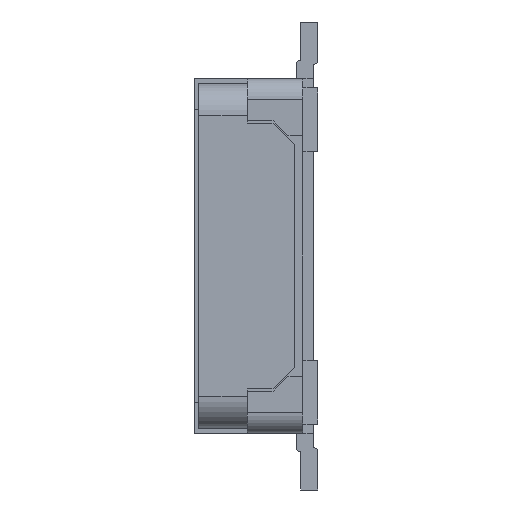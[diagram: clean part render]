
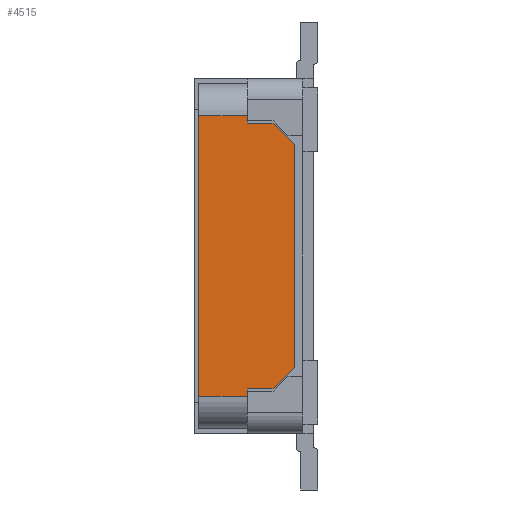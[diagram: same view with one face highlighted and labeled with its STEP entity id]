
A CAD part, left-side view. The second image highlights one B-rep face of the part: STEP entity #4515.
In plain terms, the highlighted planar face has unit normal (-1, 0, 0).
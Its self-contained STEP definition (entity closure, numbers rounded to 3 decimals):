
#207=DIRECTION('',(0.,0.,1.));
#208=VECTOR('',#207,0.01);
#209=CARTESIAN_POINT('',(-1.72,0.31,-0.635));
#210=LINE('',#209,#208);
#215=DIRECTION('',(0.,0.,1.));
#216=VECTOR('',#215,0.01);
#217=CARTESIAN_POINT('',(-1.72,0.31,0.625));
#218=LINE('',#217,#216);
#296=DIRECTION('',(0.,0.,1.));
#297=VECTOR('',#296,1.32);
#298=CARTESIAN_POINT('',(-1.72,0.54,-0.66));
#299=LINE('',#298,#297);
#917=DIRECTION('',(0.,0.,1.));
#918=VECTOR('',#917,0.025);
#919=CARTESIAN_POINT('',(-1.72,0.31,-0.66));
#920=LINE('',#919,#918);
#930=DIRECTION('',(0.,0.,1.));
#931=VECTOR('',#930,0.025);
#932=CARTESIAN_POINT('',(-1.72,0.31,0.635));
#933=LINE('',#932,#931);
#955=DIRECTION('',(0.,1.,0.));
#956=VECTOR('',#955,0.12);
#957=CARTESIAN_POINT('',(-1.72,0.19,0.625));
#958=LINE('',#957,#956);
#959=DIRECTION('',(0.,0.707,0.707));
#960=VECTOR('',#959,0.141);
#961=CARTESIAN_POINT('',(-1.72,0.09,0.525));
#962=LINE('',#961,#960);
#963=DIRECTION('',(0.,0.,1.));
#964=VECTOR('',#963,1.05);
#965=CARTESIAN_POINT('',(-1.72,0.09,-0.525));
#966=LINE('',#965,#964);
#967=DIRECTION('',(0.,-0.707,0.707));
#968=VECTOR('',#967,0.141);
#969=CARTESIAN_POINT('',(-1.72,0.19,-0.625));
#970=LINE('',#969,#968);
#971=DIRECTION('',(0.,-1.,0.));
#972=VECTOR('',#971,0.12);
#973=CARTESIAN_POINT('',(-1.72,0.31,-0.625));
#974=LINE('',#973,#972);
#975=DIRECTION('',(0.,1.,0.));
#976=VECTOR('',#975,0.23);
#977=CARTESIAN_POINT('',(-1.72,0.31,-0.66));
#978=LINE('',#977,#976);
#995=DIRECTION('',(0.,1.,0.));
#996=VECTOR('',#995,0.23);
#997=CARTESIAN_POINT('',(-1.72,0.31,0.66));
#998=LINE('',#997,#996);
#2666=CARTESIAN_POINT('',(-1.72,0.54,-0.66));
#2668=VERTEX_POINT('',#2666);
#2669=CARTESIAN_POINT('',(-1.72,0.54,0.66));
#2670=VERTEX_POINT('',#2669);
#2678=CARTESIAN_POINT('',(-1.72,0.31,-0.635));
#2680=VERTEX_POINT('',#2678);
#2682=CARTESIAN_POINT('',(-1.72,0.31,0.635));
#2684=VERTEX_POINT('',#2682);
#2699=CARTESIAN_POINT('',(-1.72,0.31,-0.66));
#2700=VERTEX_POINT('',#2699);
#2701=CARTESIAN_POINT('',(-1.72,0.31,0.66));
#2702=VERTEX_POINT('',#2701);
#2705=CARTESIAN_POINT('',(-1.72,0.19,-0.625));
#2706=CARTESIAN_POINT('',(-1.72,0.09,-0.525));
#2707=VERTEX_POINT('',#2705);
#2708=VERTEX_POINT('',#2706);
#2709=CARTESIAN_POINT('',(-1.72,0.09,0.525));
#2710=VERTEX_POINT('',#2709);
#2711=CARTESIAN_POINT('',(-1.72,0.19,0.625));
#2712=VERTEX_POINT('',#2711);
#2725=CARTESIAN_POINT('',(-1.72,0.31,-0.625));
#2726=VERTEX_POINT('',#2725);
#2727=CARTESIAN_POINT('',(-1.72,0.31,0.625));
#2728=VERTEX_POINT('',#2727);
#4491=CARTESIAN_POINT('',(-1.72,0.31,-0.66));
#4492=DIRECTION('',(-1.,0.,0.));
#4493=DIRECTION('',(0.,0.,1.));
#4494=AXIS2_PLACEMENT_3D('',#4491,#4492,#4493);
#4495=PLANE('',#4494);
#4496=ORIENTED_EDGE('',*,*,#3579,.F.);
#4498=ORIENTED_EDGE('',*,*,#4497,.F.);
#4500=ORIENTED_EDGE('',*,*,#4499,.F.);
#4502=ORIENTED_EDGE('',*,*,#4501,.F.);
#4504=ORIENTED_EDGE('',*,*,#4503,.F.);
#4505=ORIENTED_EDGE('',*,*,#3596,.F.);
#4506=ORIENTED_EDGE('',*,*,#3567,.F.);
#4507=ORIENTED_EDGE('',*,*,#4434,.F.);
#4508=ORIENTED_EDGE('',*,*,#4485,.T.);
#4509=ORIENTED_EDGE('',*,*,#3665,.T.);
#4511=ORIENTED_EDGE('',*,*,#4510,.F.);
#4512=ORIENTED_EDGE('',*,*,#4451,.F.);
#4513=EDGE_LOOP('',(#4496,#4498,#4500,#4502,#4504,#4505,#4506,#4507,#4508,#4509,
#4511,#4512));
#4514=FACE_OUTER_BOUND('',#4513,.F.);
#4515=ADVANCED_FACE('',(#4514),#4495,.T.);
#3567=EDGE_CURVE('',#2680,#2726,#210,.T.);
#3579=EDGE_CURVE('',#2728,#2684,#218,.T.);
#3596=EDGE_CURVE('',#2726,#2707,#974,.T.);
#3665=EDGE_CURVE('',#2668,#2670,#299,.T.);
#4434=EDGE_CURVE('',#2700,#2680,#920,.T.);
#4451=EDGE_CURVE('',#2684,#2702,#933,.T.);
#4485=EDGE_CURVE('',#2700,#2668,#978,.T.);
#4497=EDGE_CURVE('',#2712,#2728,#958,.T.);
#4499=EDGE_CURVE('',#2710,#2712,#962,.T.);
#4501=EDGE_CURVE('',#2708,#2710,#966,.T.);
#4503=EDGE_CURVE('',#2707,#2708,#970,.T.);
#4510=EDGE_CURVE('',#2702,#2670,#998,.T.);
